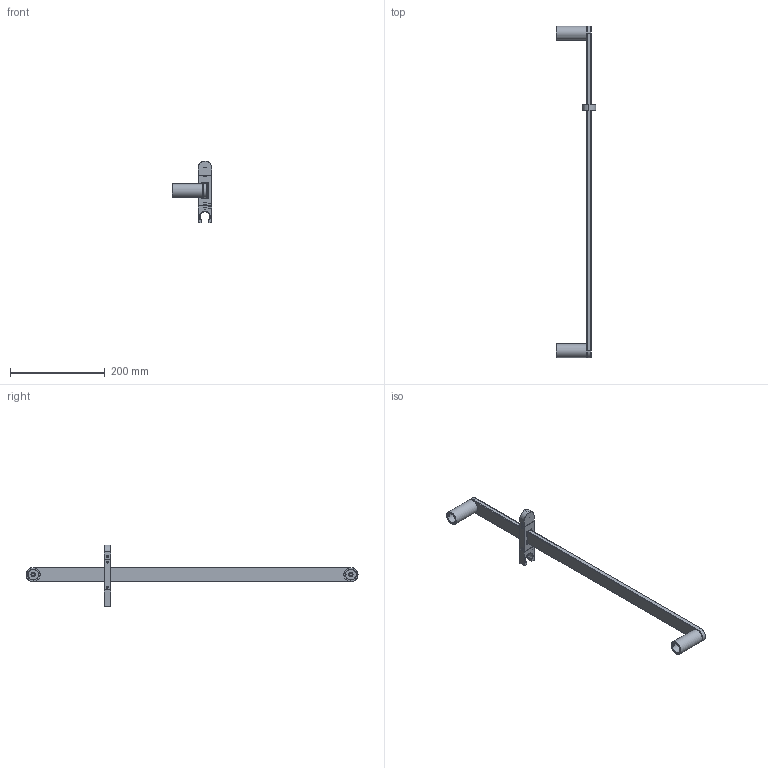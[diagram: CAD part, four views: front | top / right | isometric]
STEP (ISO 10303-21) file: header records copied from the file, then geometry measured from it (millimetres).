
FILE_DESCRIPTION (( 'STEP AP203' ), '1' );
FILE_NAME ('99ZP10599.STEP', '2025-01-08T11:45:17', ( '' ), ( '' ), 'SwSTEP 2.0', 'SolidWorks 2021', '' );
FILE_SCHEMA (( 'CONFIG_CONTROL_DESIGN' ));
Length unit declared in the file: millimetre
Products named in the file (1): 99ZP10599
Bounding box: 83.5 x 700 x 130.4 mm (x, y, z)
Volume: 128044 mm3; surface area: 147535.3 mm2
Topology: 13 solids, 13 shells, 299 faces, 681 edges, 387 vertices
Faces by surface type: cylinder 115, plane 113, sphere 32, cone 22, torus 16, bspline 1
Full cylindrical faces by diameter (mm): 3 x1, 3.3 x1, 4 x2, 4.2 x5, 5 x7, 5.6 x1, 6 x1, 6.8 x2, 7 x1, 8 x1, 8.3 x1, 8.5 x1, 9 x2, 9.5 x2, 10 x1, 10.5 x1, 11 x1, 11.1 x1, 12 x1, 22.2 x2, 29.5 x2
Entity records: 8637 total; most frequent: CARTESIAN_POINT 2296, DIRECTION 1359, ORIENTED_EDGE 1138, EDGE_CURVE 569, AXIS2_PLACEMENT_3D 543, EDGE_LOOP 413, VERTEX_POINT 370, FACE_OUTER_BOUND 343
